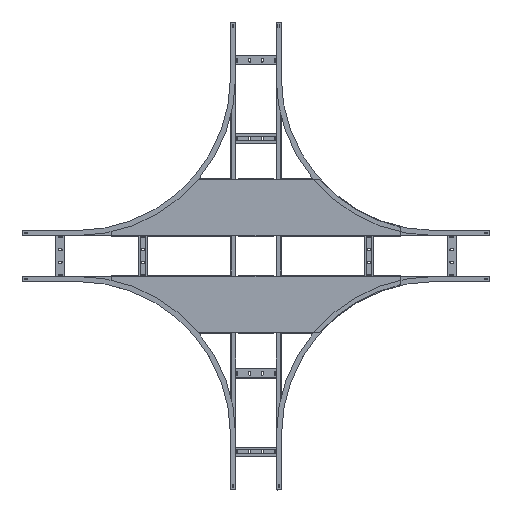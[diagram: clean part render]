
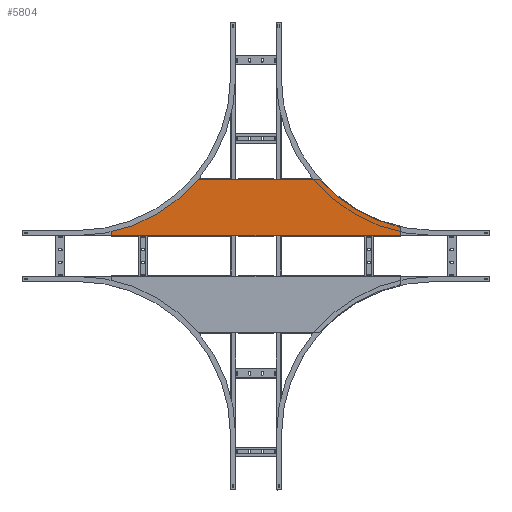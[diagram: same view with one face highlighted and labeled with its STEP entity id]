
A CAD part, top view. The second image highlights one B-rep face of the part: STEP entity #5804.
In plain terms, the highlighted face is planar.
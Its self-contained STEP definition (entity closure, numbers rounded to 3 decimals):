
#94 = CARTESIAN_POINT ( 'NONE',  ( 249.051, -1.2, -173.2 ) ) ;
#159 = CARTESIAN_POINT ( 'NONE',  ( -564.5, -1.2, -393.2 ) ) ;
#222 = EDGE_CURVE ( 'NONE', #1797, #2452, #3071, .T. ) ;
#238 = CARTESIAN_POINT ( 'NONE',  ( 698.677, -1.2, 226.8 ) ) ;
#241 = CIRCLE ( 'NONE', #4705, 5. ) ;
#247 = CARTESIAN_POINT ( 'NONE',  ( -560., -1.2, -173.2 ) ) ;
#768 = ORIENTED_EDGE ( 'NONE', *, *, #7307, .F. ) ;
#911 = DIRECTION ( 'NONE',  ( 0., 0., 1. ) ) ;
#943 = VECTOR ( 'NONE', #2049, 1000. ) ;
#976 = CARTESIAN_POINT ( 'NONE',  ( -559.5, -1.2, -363.823 ) ) ;
#1244 = EDGE_CURVE ( 'NONE', #6306, #9803, #8920, .T. ) ;
#1318 = DIRECTION ( 'NONE',  ( 0., 0., 1. ) ) ;
#1541 = LINE ( 'NONE', #5140, #943 ) ;
#1546 = EDGE_CURVE ( 'NONE', #1797, #2824, #241, .T. ) ;
#1718 = DIRECTION ( 'NONE',  ( -1., 0., 0. ) ) ;
#1761 = DIRECTION ( 'NONE',  ( -1., 0., 0. ) ) ;
#1791 = DIRECTION ( 'NONE',  ( 0., 0., 1. ) ) ;
#1797 = VERTEX_POINT ( 'NONE', #7357 ) ;
#2049 = DIRECTION ( 'NONE',  ( 0., 0., -1. ) ) ;
#2072 = DIRECTION ( 'NONE',  ( 0., 0., -1. ) ) ;
#2142 = CARTESIAN_POINT ( 'NONE',  ( -249.051, -1.2, -173.2 ) ) ;
#2452 = VERTEX_POINT ( 'NONE', #4051 ) ;
#2522 = CIRCLE ( 'NONE', #9557, 5. ) ;
#2824 = VERTEX_POINT ( 'NONE', #8120 ) ;
#2913 = CARTESIAN_POINT ( 'NONE',  ( -560.647, -1.2, -358.957 ) ) ;
#2986 = ORIENTED_EDGE ( 'NONE', *, *, #8139, .F. ) ;
#3071 = LINE ( 'NONE', #6785, #9151 ) ;
#3268 = AXIS2_PLACEMENT_3D ( 'NONE', #238, #5050, #7306 ) ;
#3597 = ORIENTED_EDGE ( 'NONE', *, *, #1546, .T. ) ;
#3948 = DIRECTION ( 'NONE',  ( 0., -1., 0. ) ) ;
#3980 = EDGE_CURVE ( 'NONE', #9425, #4227, #2522, .T. ) ;
#4007 = ORIENTED_EDGE ( 'NONE', *, *, #7963, .F. ) ;
#4051 = CARTESIAN_POINT ( 'NONE',  ( 564.5, -1.2, -393.2 ) ) ;
#4227 = VERTEX_POINT ( 'NONE', #7787 ) ;
#4309 = CARTESIAN_POINT ( 'NONE',  ( -698.677, -1.2, 226.8 ) ) ;
#4578 = ORIENTED_EDGE ( 'NONE', *, *, #1244, .T. ) ;
#4639 = LINE ( 'NONE', #4803, #8665 ) ;
#4705 = AXIS2_PLACEMENT_3D ( 'NONE', #9348, #3948, #911 ) ;
#4765 = VECTOR ( 'NONE', #1718, 1000. ) ;
#4803 = CARTESIAN_POINT ( 'NONE',  ( -887., -1.2, -393.2 ) ) ;
#5050 = DIRECTION ( 'NONE',  ( 0., -1., 0. ) ) ;
#5075 = DIRECTION ( 'NONE',  ( 0., 0., 1. ) ) ;
#5140 = CARTESIAN_POINT ( 'NONE',  ( -564.5, -1.2, 226.8 ) ) ;
#5396 = ORIENTED_EDGE ( 'NONE', *, *, #9388, .T. ) ;
#5804 = ADVANCED_FACE ( 'NONE', ( #9808 ), #8974, .F. ) ;
#5947 = DIRECTION ( 'NONE',  ( 0., 1., 0. ) ) ;
#6064 = CARTESIAN_POINT ( 'NONE',  ( -698.677, -1.2, 226.8 ) ) ;
#6306 = VERTEX_POINT ( 'NONE', #94 ) ;
#6362 = ORIENTED_EDGE ( 'NONE', *, *, #3980, .T. ) ;
#6580 = DIRECTION ( 'NONE',  ( 0., -1., 0. ) ) ;
#6785 = CARTESIAN_POINT ( 'NONE',  ( 564.5, -1.2, -395.4 ) ) ;
#7153 = ORIENTED_EDGE ( 'NONE', *, *, #222, .F. ) ;
#7306 = DIRECTION ( 'NONE',  ( 0., 0., -1. ) ) ;
#7307 = EDGE_CURVE ( 'NONE', #2452, #8545, #4639, .T. ) ;
#7357 = CARTESIAN_POINT ( 'NONE',  ( 564.5, -1.2, -363.823 ) ) ;
#7497 = AXIS2_PLACEMENT_3D ( 'NONE', #4309, #5947, #5075 ) ;
#7531 = EDGE_LOOP ( 'NONE', ( #2986, #6362, #5396, #768, #7153, #3597, #4007, #4578 ) ) ;
#7556 = CIRCLE ( 'NONE', #9149, 601.8 ) ;
#7661 = DIRECTION ( 'NONE',  ( 0., -1., 0. ) ) ;
#7787 = CARTESIAN_POINT ( 'NONE',  ( -564.5, -1.2, -363.823 ) ) ;
#7963 = EDGE_CURVE ( 'NONE', #6306, #2824, #8521, .T. ) ;
#8120 = CARTESIAN_POINT ( 'NONE',  ( 560.647, -1.2, -358.957 ) ) ;
#8139 = EDGE_CURVE ( 'NONE', #9425, #9803, #7556, .T. ) ;
#8521 = CIRCLE ( 'NONE', #3268, 601.8 ) ;
#8545 = VERTEX_POINT ( 'NONE', #159 ) ;
#8665 = VECTOR ( 'NONE', #1761, 1000. ) ;
#8920 = LINE ( 'NONE', #247, #4765 ) ;
#8974 = PLANE ( 'NONE',  #7497 ) ;
#9149 = AXIS2_PLACEMENT_3D ( 'NONE', #6064, #7661, #1318 ) ;
#9151 = VECTOR ( 'NONE', #2072, 1000. ) ;
#9348 = CARTESIAN_POINT ( 'NONE',  ( 559.5, -1.2, -363.823 ) ) ;
#9388 = EDGE_CURVE ( 'NONE', #4227, #8545, #1541, .T. ) ;
#9425 = VERTEX_POINT ( 'NONE', #2913 ) ;
#9557 = AXIS2_PLACEMENT_3D ( 'NONE', #976, #6580, #1791 ) ;
#9803 = VERTEX_POINT ( 'NONE', #2142 ) ;
#9808 = FACE_OUTER_BOUND ( 'NONE', #7531, .T. ) ;
